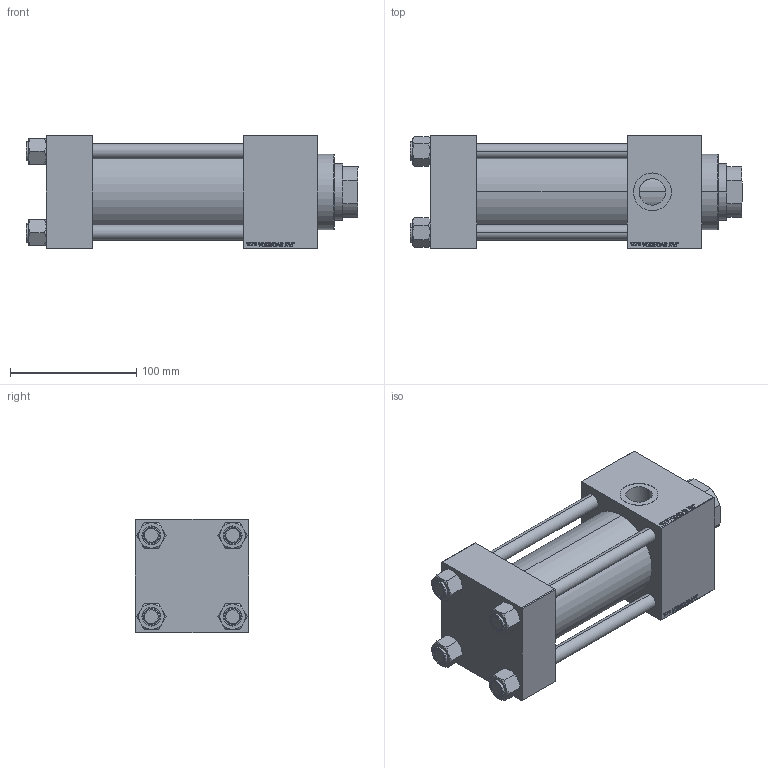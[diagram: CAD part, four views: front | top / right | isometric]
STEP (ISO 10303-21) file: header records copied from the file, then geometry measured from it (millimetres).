
FILE_DESCRIPTION (( 'STEP AP203' ), '1' );
FILE_NAME ('6a2e.STEP', '2025-06-09T10:47:44', ( '' ), ( '' ), 'SwSTEP 2.0', 'SolidWorks 2019', '' );
FILE_SCHEMA (( 'CONFIG_CONTROL_DESIGN' ));
Length unit declared in the file: millimetre
Products named in the file (6): NUT_M5_V215CD_C af87fa7d76a56c6419ff378e9b476ad0; V215CD_C_TYCINKA af87fa7d76a56c6419ff378e9b476ad0; V215CD_Body_C af87fa7d76a56c6419ff378e9b476ad0; 6a2e; V215CD_VCP_C af87fa7d76a56c6419ff378e9b476ad0; V215CD_VC_C af87fa7d76a56c6419ff378e9b476ad0
Assembly tree (11 placements, depth 2):
  6a2e
    V215CD_Body_C af87fa7d76a56c6419ff378e9b476ad0
    V215CD_VC_C af87fa7d76a56c6419ff378e9b476ad0
    V215CD_VCP_C af87fa7d76a56c6419ff378e9b476ad0
    V215CD_C_TYCINKA af87fa7d76a56c6419ff378e9b476ad0  x4
    NUT_M5_V215CD_C af87fa7d76a56c6419ff378e9b476ad0  x4
Bounding box: 263 x 90 x 90 mm (x, y, z)
Volume: 1157733.8 mm3; surface area: 232346.9 mm2
Topology: 11 solids, 11 shells, 1146 faces, 2870 edges, 1861 vertices
Faces by surface type: plane 525, bspline 392, cone 136, cylinder 85, torus 8
Entity records: 50152 total; most frequent: CARTESIAN_POINT 27102, ORIENTED_EDGE 5232, DIRECTION 3288, EDGE_CURVE 2616, VERTEX_POINT 1717, LINE 1590, VECTOR 1590, EDGE_LOOP 1153
